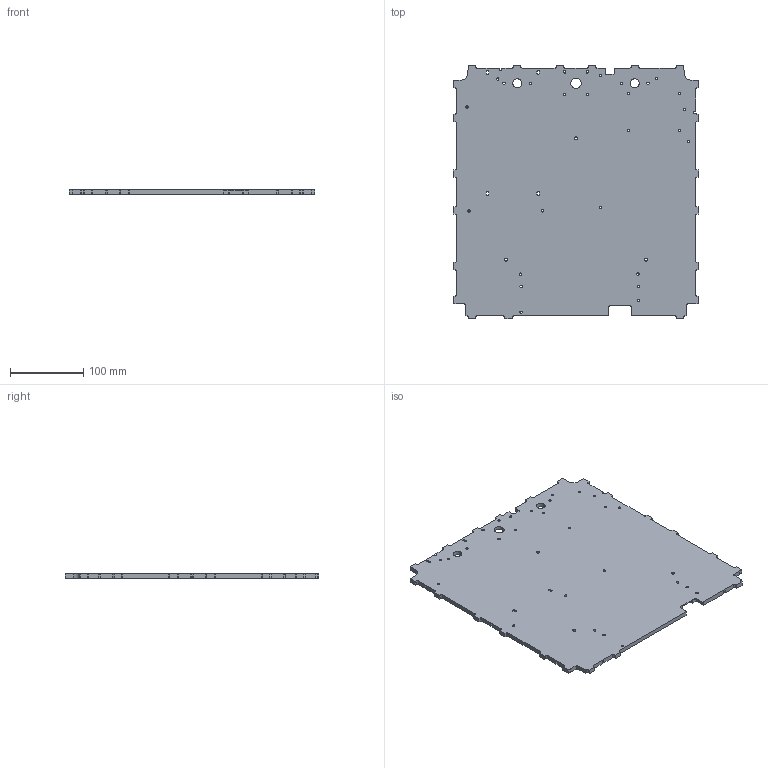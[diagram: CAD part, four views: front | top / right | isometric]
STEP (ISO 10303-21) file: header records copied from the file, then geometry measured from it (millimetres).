
FILE_DESCRIPTION (( 'STEP AP203' ), '1' );
FILE_NAME ('1234-B2P-D.STEP', '2013-11-25T10:31:01', ( 'The M瞁潎in' ), ( '' ), 'SwSTEP 2.0', 'SolidWorks 2013', '' );
FILE_SCHEMA (( 'CONFIG_CONTROL_DESIGN' ));
Length unit declared in the file: millimetre
Products named in the file (1): 1234-B2P-D
Bounding box: 334.2 x 345.6 x 6 mm (x, y, z)
Volume: 648299.2 mm3; surface area: 231336.6 mm2
Topology: 1 solids, 1 shells, 389 faces, 1137 edges, 758 vertices
Faces by surface type: plane 201, cylinder 188
Entity records: 13212 total; most frequent: DIRECTION 2293, CARTESIAN_POINT 2285, ORIENTED_EDGE 2274, EDGE_CURVE 1137, AXIS2_PLACEMENT_3D 766, VECTOR 761, LINE 761, VERTEX_POINT 758
